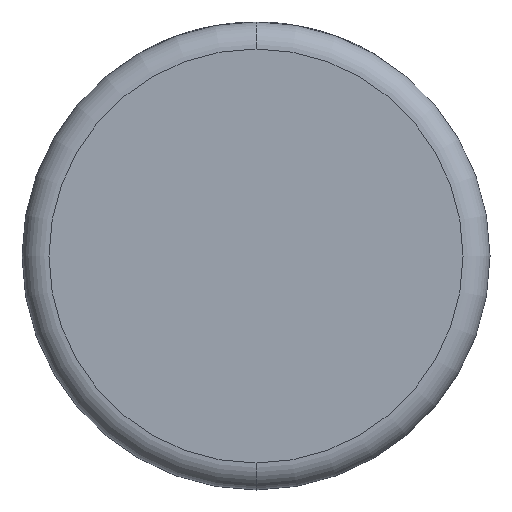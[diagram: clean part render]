
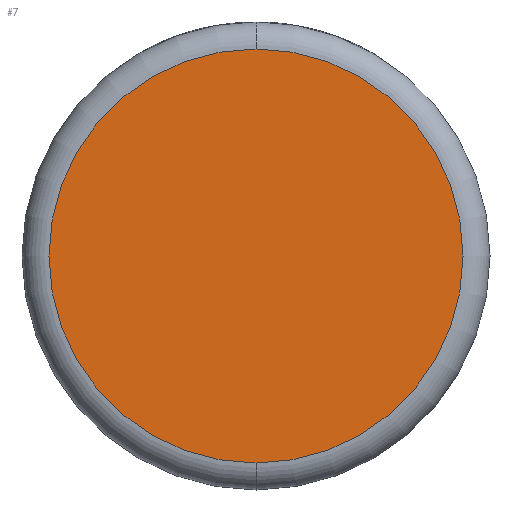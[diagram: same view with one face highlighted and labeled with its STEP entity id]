
A CAD part, front view. The second image highlights one B-rep face of the part: STEP entity #7.
In plain terms, the highlighted planar face has unit normal (0, -1, 0).
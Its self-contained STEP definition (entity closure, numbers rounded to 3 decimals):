
#7 = ADVANCED_FACE ( 'NONE', ( #791 ), #2165, .F. ) ;
#44 = CARTESIAN_POINT ( 'NONE',  ( 0., 0., -15.926 ) ) ;
#688 = CARTESIAN_POINT ( 'NONE',  ( 0., 0., 0. ) ) ;
#791 = FACE_OUTER_BOUND ( 'NONE', #4783, .T. ) ;
#795 = ORIENTED_EDGE ( 'NONE', *, *, #3510, .T. ) ;
#982 = CARTESIAN_POINT ( 'NONE',  ( 0., 0., 15.926 ) ) ;
#1111 = VERTEX_POINT ( 'NONE', #44 ) ;
#1388 = DIRECTION ( 'NONE',  ( 0., 0., 1. ) ) ;
#1446 = AXIS2_PLACEMENT_3D ( 'NONE', #688, #4013, #1388 ) ;
#2165 = PLANE ( 'NONE',  #1446 ) ;
#2275 = VERTEX_POINT ( 'NONE', #982 ) ;
#2433 = EDGE_CURVE ( 'NONE', #2275, #1111, #3666, .T. ) ;
#2526 = DIRECTION ( 'NONE',  ( 0., 0., 1. ) ) ;
#2566 = CARTESIAN_POINT ( 'NONE',  ( 0., 0., 0. ) ) ;
#3075 = ORIENTED_EDGE ( 'NONE', *, *, #2433, .T. ) ;
#3305 = AXIS2_PLACEMENT_3D ( 'NONE', #4791, #4741, #2526 ) ;
#3510 = EDGE_CURVE ( 'NONE', #1111, #2275, #4625, .T. ) ;
#3666 = CIRCLE ( 'NONE', #3888, 15.926 ) ;
#3735 = DIRECTION ( 'NONE',  ( 0., -1., 0. ) ) ;
#3888 = AXIS2_PLACEMENT_3D ( 'NONE', #2566, #3735, #4465 ) ;
#4013 = DIRECTION ( 'NONE',  ( 0., 1., 0. ) ) ;
#4465 = DIRECTION ( 'NONE',  ( 0., 0., 1. ) ) ;
#4625 = CIRCLE ( 'NONE', #3305, 15.926 ) ;
#4741 = DIRECTION ( 'NONE',  ( 0., -1., 0. ) ) ;
#4783 = EDGE_LOOP ( 'NONE', ( #3075, #795 ) ) ;
#4791 = CARTESIAN_POINT ( 'NONE',  ( 0., 0., 0. ) ) ;
